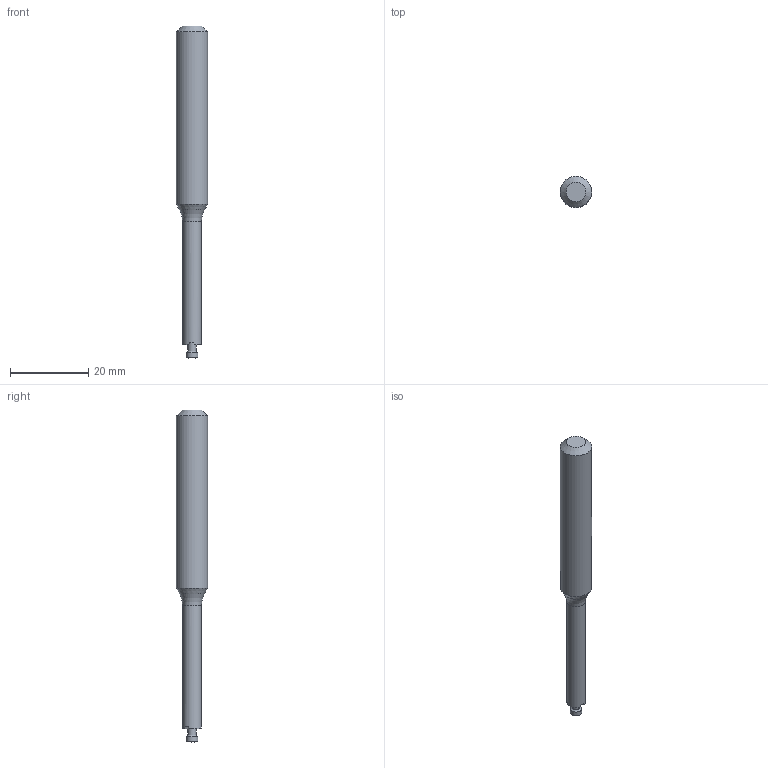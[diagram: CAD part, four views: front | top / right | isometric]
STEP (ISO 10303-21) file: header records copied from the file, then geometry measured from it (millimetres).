
FILE_DESCRIPTION(/* description */ (''),/* implementation_level */ '2;1');
FILE_NAME(/* name */ '335.14-0805.0-035-085-E_Basic.stp',/* time_stamp */ '2024-07-30T13:57:35+05:00',/* author */ (''),/* organization */ (''),/* preprocessor_version */ 'ST-DEVELOPER v16.7',/* originating_system */ 'SIEMENS PLM Software NX 12.0',/* authorisation */ '');
FILE_SCHEMA (('AUTOMOTIVE_DESIGN { 1 0 10303 214 3 1 1 1 }'));
Length unit declared in the file: millimetre
Products named in the file (1): inpu36DC0CE6f143
Bounding box: 8 x 8 x 84.87 mm (x, y, z)
Volume: 2971.3 mm3; surface area: 1793.6 mm2
Topology: 1 solids, 1 shells, 36 faces, 114 edges, 84 vertices
Faces by surface type: plane 15, bspline 12, cone 4, cylinder 4, torus 1
Full cylindrical faces by diameter (mm): 2.05 x1, 3 x1, 4.8 x1, 7.995 x1
Entity records: 2821 total; most frequent: CARTESIAN_POINT 1892, ORIENTED_EDGE 210, DIRECTION 129, EDGE_CURVE 105, VERTEX_POINT 82, AXIS2_PLACEMENT_3D 57, B_SPLINE_CURVE_WITH_KNOTS 55, EDGE_LOOP 47
